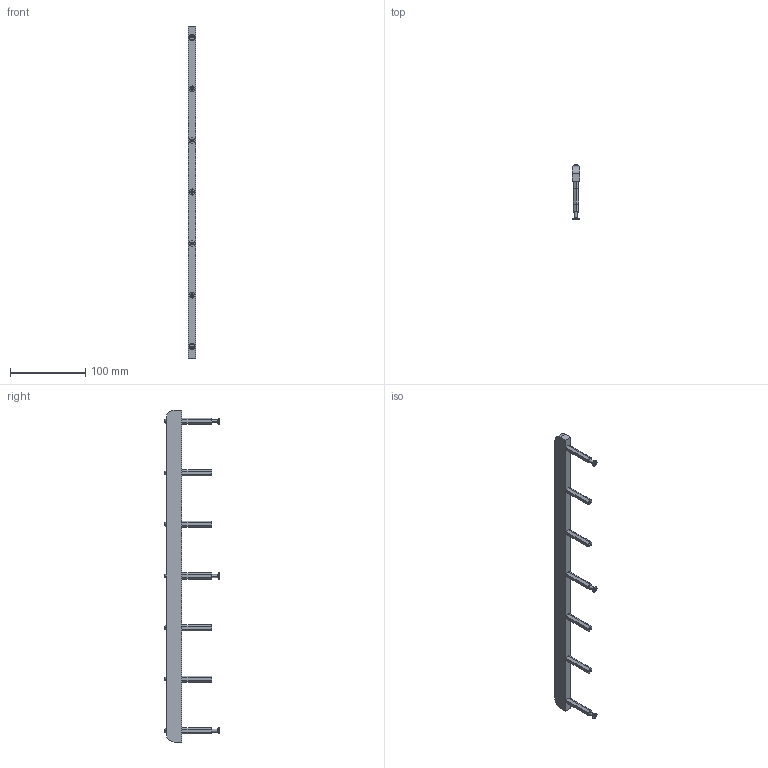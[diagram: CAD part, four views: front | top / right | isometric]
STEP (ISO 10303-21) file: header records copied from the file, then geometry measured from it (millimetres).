
FILE_DESCRIPTION (( 'STEP AP214' ), '1' );
FILE_NAME ('46861~1.STEP', '2021-02-23T12:28:55', ( '' ), ( '' ), 'SwSTEP 2.0', 'SolidWorks 2018', '' );
FILE_SCHEMA (( 'AUTOMOTIVE_DESIGN' ));
Length unit declared in the file: millimetre
Products named in the file (23): SKB-II~-s-k-i-i; ISO7380~n; 46862~0; 46862~0_S; DIN965~n; 46861~1; SKB-II~-s-k-i-i_M4,0x40 St; DIN965~n_M04,0x020; ISO7380~n_M04,0x030
Assembly tree (18 placements, depth 2):
  SKB-II~-s-k-i-i
  SKB-II~-s-k-i-i
  SKB-II~-s-k-i-i
  ISO7380~n
  ISO7380~n
Bounding box: 10 x 72 x 440 mm (x, y, z)
Volume: 100288.8 mm3; surface area: 41657.4 mm2
Topology: 18 solids, 18 shells, 518 faces, 1293 edges, 814 vertices
Faces by surface type: cylinder 203, cone 166, plane 135, torus 14
Entity records: 3737 total; most frequent: CARTESIAN_POINT 633, DIRECTION 609, ORIENTED_EDGE 526, EDGE_CURVE 263, AXIS2_PLACEMENT_3D 242, VERTEX_POINT 170, LINE 125, VECTOR 125
